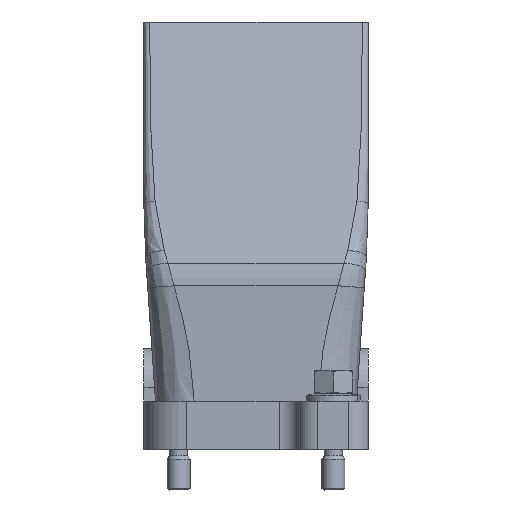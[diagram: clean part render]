
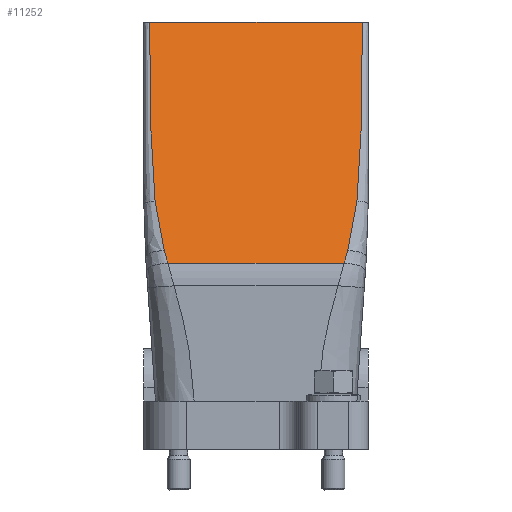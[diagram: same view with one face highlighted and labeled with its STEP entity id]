
A CAD part, front view. The second image highlights one B-rep face of the part: STEP entity #11252.
In plain terms, the highlighted planar face has unit normal (0, -0.956, 0.293).
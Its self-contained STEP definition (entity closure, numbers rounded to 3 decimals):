
#11212=AXIS2_PLACEMENT_3D('Plane Axis2P3D',#11209,#11210,#11211) ;
#76=CARTESIAN_POINT('Line Origine',(29.,41.,121.)) ;
#80=CARTESIAN_POINT('Vertex',(56.5,41.,121.)) ;
#82=CARTESIAN_POINT('Vertex',(1.5,41.,121.)) ;
#4315=CARTESIAN_POINT('Vertex',(52.715,22.891,61.951)) ;
#4319=CARTESIAN_POINT('Control Point',(51.783,21.879,58.652)) ;
#4320=CARTESIAN_POINT('Control Point',(51.87,21.97,58.951)) ;
#4321=CARTESIAN_POINT('Control Point',(51.956,22.062,59.249)) ;
#4322=CARTESIAN_POINT('Control Point',(52.042,22.154,59.548)) ;
#4323=CARTESIAN_POINT('Control Point',(52.23,22.356,60.207)) ;
#4324=CARTESIAN_POINT('Control Point',(52.416,22.558,60.867)) ;
#4325=CARTESIAN_POINT('Control Point',(52.516,22.669,61.229)) ;
#4326=CARTESIAN_POINT('Control Point',(52.616,22.78,61.59)) ;
#4327=CARTESIAN_POINT('Control Point',(52.715,22.891,61.951)) ;
#4328=CARTESIAN_POINT('Vertex',(51.783,21.879,58.652)) ;
#4664=CARTESIAN_POINT('Vertex',(55.086,26.79,74.665)) ;
#4668=CARTESIAN_POINT('Control Point',(52.715,22.891,61.951)) ;
#4669=CARTESIAN_POINT('Control Point',(53.19,23.416,63.665)) ;
#4670=CARTESIAN_POINT('Control Point',(53.62,23.945,65.39)) ;
#4671=CARTESIAN_POINT('Control Point',(53.997,24.478,67.129)) ;
#4672=CARTESIAN_POINT('Control Point',(54.463,25.261,69.679)) ;
#4673=CARTESIAN_POINT('Control Point',(54.816,26.048,72.246)) ;
#4674=CARTESIAN_POINT('Control Point',(54.915,26.293,73.044)) ;
#4675=CARTESIAN_POINT('Control Point',(55.005,26.541,73.854)) ;
#4676=CARTESIAN_POINT('Control Point',(55.087,26.79,74.665)) ;
#4708=CARTESIAN_POINT('Line Origine',(29.,21.879,58.652)) ;
#4712=CARTESIAN_POINT('Vertex',(6.217,21.879,58.652)) ;
#10025=CARTESIAN_POINT('Vertex',(5.285,22.891,61.951)) ;
#10037=CARTESIAN_POINT('Control Point',(6.217,21.879,58.652)) ;
#10038=CARTESIAN_POINT('Control Point',(6.13,21.97,58.951)) ;
#10039=CARTESIAN_POINT('Control Point',(6.044,22.062,59.249)) ;
#10040=CARTESIAN_POINT('Control Point',(5.958,22.154,59.548)) ;
#10041=CARTESIAN_POINT('Control Point',(5.77,22.356,60.207)) ;
#10042=CARTESIAN_POINT('Control Point',(5.584,22.558,60.867)) ;
#10043=CARTESIAN_POINT('Control Point',(5.484,22.669,61.229)) ;
#10044=CARTESIAN_POINT('Control Point',(5.384,22.78,61.59)) ;
#10045=CARTESIAN_POINT('Control Point',(5.285,22.891,61.951)) ;
#10626=CARTESIAN_POINT('Vertex',(2.914,26.79,74.665)) ;
#10630=CARTESIAN_POINT('Control Point',(5.285,22.891,61.951)) ;
#10631=CARTESIAN_POINT('Control Point',(4.81,23.416,63.665)) ;
#10632=CARTESIAN_POINT('Control Point',(4.38,23.945,65.39)) ;
#10633=CARTESIAN_POINT('Control Point',(4.003,24.478,67.129)) ;
#10634=CARTESIAN_POINT('Control Point',(3.537,25.261,69.679)) ;
#10635=CARTESIAN_POINT('Control Point',(3.184,26.048,72.246)) ;
#10636=CARTESIAN_POINT('Control Point',(3.085,26.293,73.044)) ;
#10637=CARTESIAN_POINT('Control Point',(2.995,26.541,73.854)) ;
#10638=CARTESIAN_POINT('Control Point',(2.913,26.79,74.665)) ;
#11209=CARTESIAN_POINT('Axis2P3D Location',(29.,41.,121.)) ;
#11215=CARTESIAN_POINT('Control Point',(2.914,26.79,74.665)) ;
#11216=CARTESIAN_POINT('Control Point',(2.806,27.123,75.75)) ;
#11217=CARTESIAN_POINT('Control Point',(2.708,27.454,76.832)) ;
#11218=CARTESIAN_POINT('Control Point',(2.618,27.784,77.908)) ;
#11219=CARTESIAN_POINT('Control Point',(1.962,30.387,86.394)) ;
#11220=CARTESIAN_POINT('Control Point',(1.692,32.995,94.897)) ;
#11221=CARTESIAN_POINT('Control Point',(1.544,35.272,102.324)) ;
#11222=CARTESIAN_POINT('Control Point',(1.504,37.753,110.413)) ;
#11223=CARTESIAN_POINT('Control Point',(1.5,40.234,118.503)) ;
#11224=CARTESIAN_POINT('Control Point',(1.5,40.485,119.32)) ;
#11225=CARTESIAN_POINT('Control Point',(1.5,40.746,120.173)) ;
#11226=CARTESIAN_POINT('Control Point',(1.5,41.,121.)) ;
#11229=CARTESIAN_POINT('Control Point',(55.086,26.79,74.665)) ;
#11230=CARTESIAN_POINT('Control Point',(55.194,27.123,75.75)) ;
#11231=CARTESIAN_POINT('Control Point',(55.292,27.454,76.832)) ;
#11232=CARTESIAN_POINT('Control Point',(55.382,27.784,77.908)) ;
#11233=CARTESIAN_POINT('Control Point',(56.038,30.387,86.394)) ;
#11234=CARTESIAN_POINT('Control Point',(56.308,32.995,94.897)) ;
#11235=CARTESIAN_POINT('Control Point',(56.456,35.272,102.324)) ;
#11236=CARTESIAN_POINT('Control Point',(56.496,37.753,110.413)) ;
#11237=CARTESIAN_POINT('Control Point',(56.5,40.234,118.503)) ;
#11238=CARTESIAN_POINT('Control Point',(56.5,40.485,119.32)) ;
#11239=CARTESIAN_POINT('Control Point',(56.5,40.746,120.173)) ;
#11240=CARTESIAN_POINT('Control Point',(56.5,41.,121.)) ;
#77=DIRECTION('Vector Direction',(-1.,0.,0.)) ;
#4709=DIRECTION('Vector Direction',(-1.,0.,0.)) ;
#11210=DIRECTION('Axis2P3D Direction',(0.,0.956,-0.293)) ;
#11211=DIRECTION('Axis2P3D XDirection',(0.,-0.293,-0.956)) ;
#78=VECTOR('Line Direction',#77,1.) ;
#4710=VECTOR('Line Direction',#4709,1.) ;
#11243=ORIENTED_EDGE('',*,*,#11227,.T.) ;
#11244=ORIENTED_EDGE('',*,*,#10639,.T.) ;
#11245=ORIENTED_EDGE('',*,*,#10046,.T.) ;
#11246=ORIENTED_EDGE('',*,*,#4714,.F.) ;
#11247=ORIENTED_EDGE('',*,*,#4330,.F.) ;
#11248=ORIENTED_EDGE('',*,*,#4677,.F.) ;
#11249=ORIENTED_EDGE('',*,*,#11241,.F.) ;
#11250=ORIENTED_EDGE('',*,*,#84,.T.) ;
#11252=ADVANCED_FACE('Hood',(#11251),#11213,.F.) ;
#4318=B_SPLINE_CURVE_WITH_KNOTS('',5,(#4319,#4320,#4321,#4322,#4323,#4324,#4325,#4326,#4327),.UNSPECIFIED.,.F.,.U.,(6,3,6),(90.49,93.276,96.64),.UNSPECIFIED.) ;
#4667=B_SPLINE_CURVE_WITH_KNOTS('',5,(#4668,#4669,#4670,#4671,#4672,#4673,#4674,#4675,#4676),.UNSPECIFIED.,.F.,.U.,(6,3,6),(97.865,114.078,121.512),.UNSPECIFIED.) ;
#10036=B_SPLINE_CURVE_WITH_KNOTS('',5,(#10037,#10038,#10039,#10040,#10041,#10042,#10043,#10044,#10045),.UNSPECIFIED.,.F.,.U.,(6,3,6),(90.487,93.274,96.638),.UNSPECIFIED.) ;
#10629=B_SPLINE_CURVE_WITH_KNOTS('',5,(#10630,#10631,#10632,#10633,#10634,#10635,#10636,#10637,#10638),.UNSPECIFIED.,.F.,.U.,(6,3,6),(97.865,114.078,121.512),.UNSPECIFIED.) ;
#11214=B_SPLINE_CURVE_WITH_KNOTS('',5,(#11215,#11216,#11217,#11218,#11219,#11220,#11221,#11222,#11223,#11224,#11225,#11226),.UNSPECIFIED.,.F.,.U.,(6,3,3,6),(120.168,130.06,197.185,203.333),.UNSPECIFIED.) ;
#11228=B_SPLINE_CURVE_WITH_KNOTS('',5,(#11229,#11230,#11231,#11232,#11233,#11234,#11235,#11236,#11237,#11238,#11239,#11240),.UNSPECIFIED.,.F.,.U.,(6,3,3,6),(120.168,130.06,197.185,203.333),.UNSPECIFIED.) ;
#84=EDGE_CURVE('',#81,#83,#79,.T.) ;
#4330=EDGE_CURVE('',#4316,#4329,#4318,.F.) ;
#4677=EDGE_CURVE('',#4665,#4316,#4667,.F.) ;
#4714=EDGE_CURVE('',#4329,#4713,#4711,.T.) ;
#10046=EDGE_CURVE('',#10026,#4713,#10036,.F.) ;
#10639=EDGE_CURVE('',#10627,#10026,#10629,.F.) ;
#11227=EDGE_CURVE('',#83,#10627,#11214,.F.) ;
#11241=EDGE_CURVE('',#81,#4665,#11228,.F.) ;
#11242=EDGE_LOOP('',(#11243,#11244,#11245,#11246,#11247,#11248,#11249,#11250)) ;
#11251=FACE_OUTER_BOUND('',#11242,.T.) ;
#79=LINE('Line',#76,#78) ;
#4711=LINE('Line',#4708,#4710) ;
#11213=PLANE('',#11212) ;
#81=VERTEX_POINT('',#80) ;
#83=VERTEX_POINT('',#82) ;
#4316=VERTEX_POINT('',#4315) ;
#4329=VERTEX_POINT('',#4328) ;
#4665=VERTEX_POINT('',#4664) ;
#4713=VERTEX_POINT('',#4712) ;
#10026=VERTEX_POINT('',#10025) ;
#10627=VERTEX_POINT('',#10626) ;
